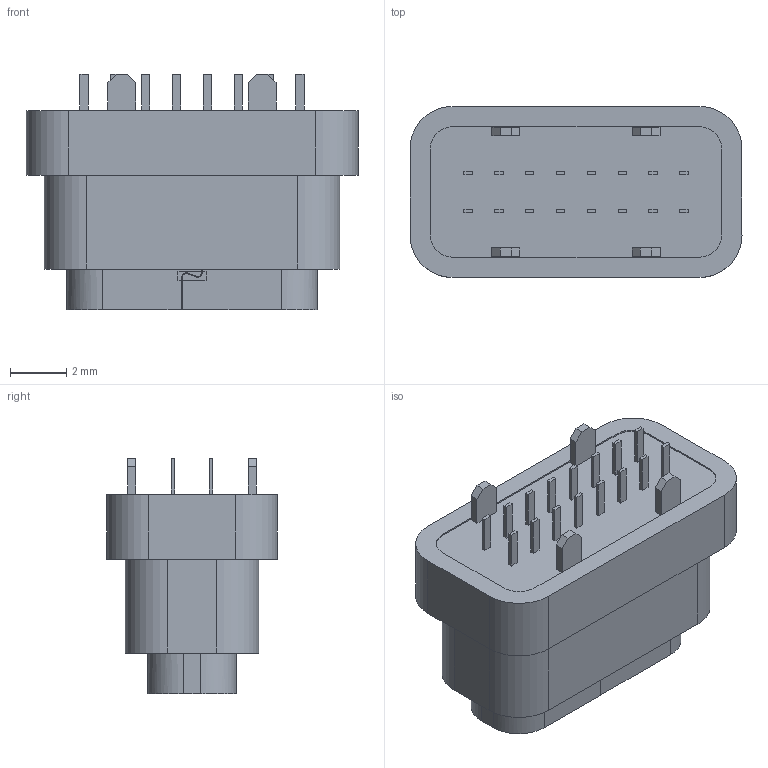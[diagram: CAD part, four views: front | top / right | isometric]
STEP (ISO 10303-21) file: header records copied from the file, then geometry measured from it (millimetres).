
FILE_DESCRIPTION (( 'STEP AP203' ), '1' );
FILE_NAME ('USBC-0052IPX7-00.STEP', '2021-12-28T07:47:01', ( '' ), ( '' ), 'SwSTEP 2.0', 'SolidWorks 2014', '' );
FILE_SCHEMA (( 'CONFIG_CONTROL_DESIGN' ));
Length unit declared in the file: millimetre
Products named in the file (1): USBC-0052IPX7-00
Bounding box: 11.85 x 6.1 x 8.4 mm (x, y, z)
Volume: 292.5 mm3; surface area: 599.7 mm2
Topology: 1 solids, 1 shells, 416 faces, 1159 edges, 762 vertices
Faces by surface type: plane 342, cylinder 62, cone 12
Entity records: 13376 total; most frequent: CARTESIAN_POINT 2694, ORIENTED_EDGE 2318, DIRECTION 1997, EDGE_CURVE 1159, LINE 987, VECTOR 987, VERTEX_POINT 762, AXIS2_PLACEMENT_3D 505
